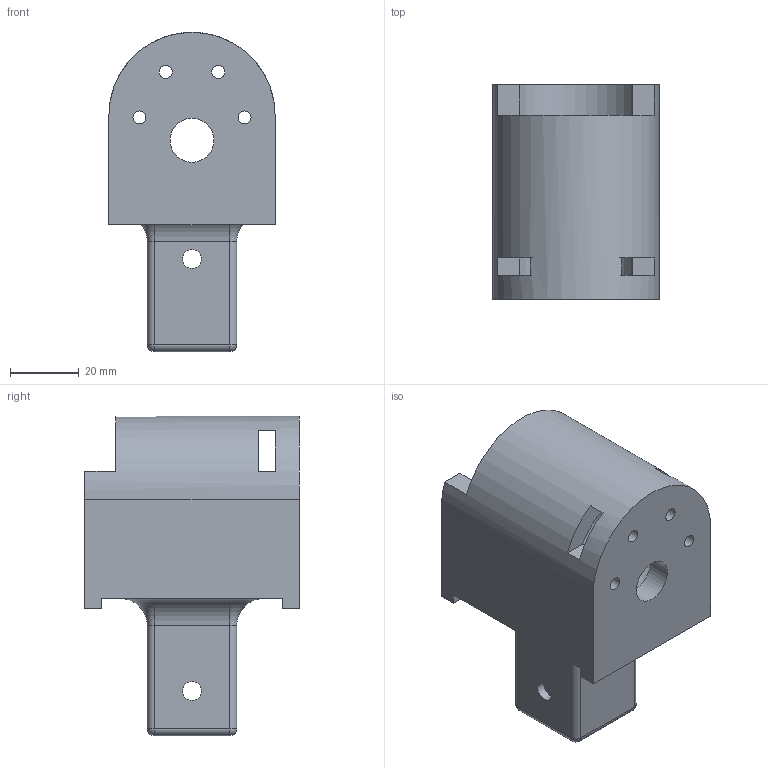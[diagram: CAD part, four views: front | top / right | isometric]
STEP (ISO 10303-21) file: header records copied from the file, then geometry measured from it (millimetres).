
FILE_DESCRIPTION(/* description */ (''),/* implementation_level */ '2;1');
FILE_NAME(/* name */ '30_Connettore_sup_ipt_6da9b651.STEP',/* time_stamp */ '2020-02-10T12:18:24+01:00',/* author */ ('socci'),/* organization */ (''),/* preprocessor_version */ 'ST-DEVELOPER v18',/* originating_system */ 'Autodesk Inventor 2020',/* authorisation */ '');
FILE_SCHEMA (('AUTOMOTIVE_DESIGN { 1 0 10303 214 3 1 1 }'));
Length unit declared in the file: millimetre
Products named in the file (1): 5_Connettore_sup_inf
Bounding box: 48.4 x 62.5 x 93 mm (x, y, z)
Volume: 101876.7 mm3; surface area: 33222.4 mm2
Topology: 1 solids, 1 shells, 96 faces, 255 edges, 161 vertices
Faces by surface type: cylinder 45, plane 39, torus 4, bspline 4, sphere 4
Full cylindrical faces by diameter (mm): 3.8 x4, 5.5 x6, 12.8 x1, 37.5 x1
Entity records: 3117 total; most frequent: DIRECTION 566, CARTESIAN_POINT 545, ORIENTED_EDGE 510, EDGE_CURVE 255, AXIS2_PLACEMENT_3D 218, VERTEX_POINT 161, LINE 130, VECTOR 130
